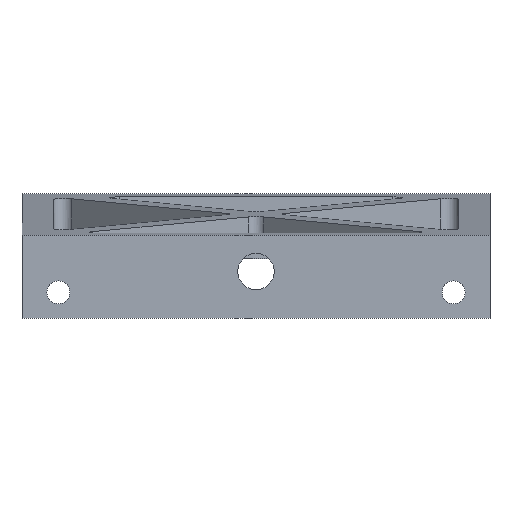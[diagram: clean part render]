
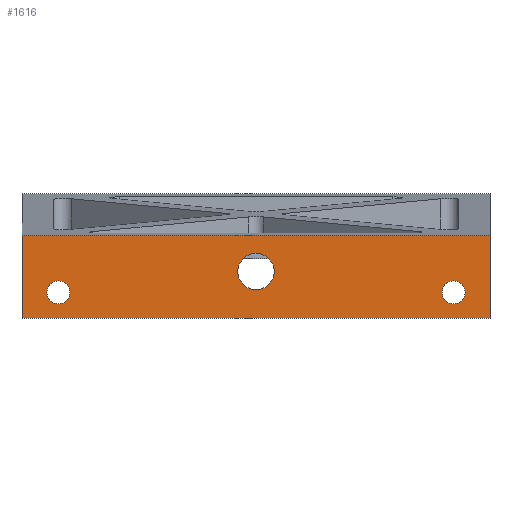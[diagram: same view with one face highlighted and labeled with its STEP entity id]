
A CAD part, top view. The second image highlights one B-rep face of the part: STEP entity #1616.
In plain terms, the highlighted planar face has unit normal (0, 0, 1).
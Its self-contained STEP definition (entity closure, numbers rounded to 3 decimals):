
#40 = DIRECTION ( 'NONE',  ( 1., 0., 0. ) ) ;
#117 = CARTESIAN_POINT ( 'NONE',  ( 22.5, 29.5, -45. ) ) ;
#157 = EDGE_CURVE ( 'NONE', #802, #856, #1098, .T. ) ;
#164 = DIRECTION ( 'NONE',  ( 1., 0., 0. ) ) ;
#172 = VECTOR ( 'NONE', #1500, 1000. ) ;
#185 = EDGE_LOOP ( 'NONE', ( #1827, #508 ) ) ;
#231 = AXIS2_PLACEMENT_3D ( 'NONE', #905, #1064, #916 ) ;
#243 = DIRECTION ( 'NONE',  ( 0., -1., 0. ) ) ;
#248 = PLANE ( 'NONE',  #1001 ) ;
#288 = VERTEX_POINT ( 'NONE', #1404 ) ;
#296 = VECTOR ( 'NONE', #243, 1000. ) ;
#313 = LINE ( 'NONE', #1159, #1580 ) ;
#319 = CARTESIAN_POINT ( 'NONE',  ( 22.5, 29.5, -45. ) ) ;
#333 = CARTESIAN_POINT ( 'NONE',  ( 0., 34., -45. ) ) ;
#334 = CARTESIAN_POINT ( 'NONE',  ( 22.5, 37.5, -45. ) ) ;
#338 = CIRCLE ( 'NONE', #983, 1.75 ) ;
#351 = VERTEX_POINT ( 'NONE', #1293 ) ;
#397 = VERTEX_POINT ( 'NONE', #911 ) ;
#415 = CARTESIAN_POINT ( 'NONE',  ( 0., 34., -45. ) ) ;
#418 = EDGE_CURVE ( 'NONE', #545, #288, #338, .T. ) ;
#482 = CARTESIAN_POINT ( 'NONE',  ( 19., 32., -45. ) ) ;
#508 = ORIENTED_EDGE ( 'NONE', *, *, #1452, .F. ) ;
#515 = ORIENTED_EDGE ( 'NONE', *, *, #1417, .F. ) ;
#522 = DIRECTION ( 'NONE',  ( 0., 0., 1. ) ) ;
#543 = DIRECTION ( 'NONE',  ( 1., 0., 0. ) ) ;
#545 = VERTEX_POINT ( 'NONE', #1824 ) ;
#562 = CIRCLE ( 'NONE', #762, 1.1 ) ;
#575 = LINE ( 'NONE', #836, #1496 ) ;
#587 = ORIENTED_EDGE ( 'NONE', *, *, #157, .T. ) ;
#590 = CARTESIAN_POINT ( 'NONE',  ( -22.5, 29.5, -45. ) ) ;
#714 = ORIENTED_EDGE ( 'NONE', *, *, #1125, .F. ) ;
#729 = EDGE_CURVE ( 'NONE', #856, #813, #575, .T. ) ;
#762 = AXIS2_PLACEMENT_3D ( 'NONE', #482, #522, #903 ) ;
#797 = FACE_OUTER_BOUND ( 'NONE', #1319, .T. ) ;
#802 = VERTEX_POINT ( 'NONE', #1015 ) ;
#813 = VERTEX_POINT ( 'NONE', #319 ) ;
#818 = DIRECTION ( 'NONE',  ( 1., 0., 0. ) ) ;
#821 = DIRECTION ( 'NONE',  ( 1., 0., 0. ) ) ;
#826 = DIRECTION ( 'NONE',  ( 0., 0., 1. ) ) ;
#830 = ORIENTED_EDGE ( 'NONE', *, *, #729, .T. ) ;
#836 = CARTESIAN_POINT ( 'NONE',  ( -67.606, 29.5, -45. ) ) ;
#848 = VERTEX_POINT ( 'NONE', #1727 ) ;
#851 = EDGE_CURVE ( 'NONE', #802, #1276, #313, .T. ) ;
#856 = VERTEX_POINT ( 'NONE', #590 ) ;
#872 = ORIENTED_EDGE ( 'NONE', *, *, #993, .F. ) ;
#903 = DIRECTION ( 'NONE',  ( 1., 0., 0. ) ) ;
#905 = CARTESIAN_POINT ( 'NONE',  ( -19., 32., -45. ) ) ;
#911 = CARTESIAN_POINT ( 'NONE',  ( -20.1, 32., -45. ) ) ;
#913 = AXIS2_PLACEMENT_3D ( 'NONE', #415, #1523, #543 ) ;
#916 = DIRECTION ( 'NONE',  ( 1., 0., 0. ) ) ;
#983 = AXIS2_PLACEMENT_3D ( 'NONE', #333, #1427, #40 ) ;
#993 = EDGE_CURVE ( 'NONE', #397, #1503, #1023, .T. ) ;
#1001 = AXIS2_PLACEMENT_3D ( 'NONE', #1512, #826, #818 ) ;
#1015 = CARTESIAN_POINT ( 'NONE',  ( -22.5, 37.5, -45. ) ) ;
#1023 = CIRCLE ( 'NONE', #231, 1.1 ) ;
#1064 = DIRECTION ( 'NONE',  ( 0., 0., 1. ) ) ;
#1077 = LINE ( 'NONE', #117, #296 ) ;
#1080 = FACE_BOUND ( 'NONE', #1267, .T. ) ;
#1082 = EDGE_CURVE ( 'NONE', #1503, #397, #1525, .T. ) ;
#1085 = EDGE_LOOP ( 'NONE', ( #872, #1425 ) ) ;
#1098 = LINE ( 'NONE', #1782, #172 ) ;
#1125 = EDGE_CURVE ( 'NONE', #1276, #813, #1077, .T. ) ;
#1134 = DIRECTION ( 'NONE',  ( 1., 0., 0. ) ) ;
#1159 = CARTESIAN_POINT ( 'NONE',  ( -67.606, 37.5, -45. ) ) ;
#1267 = EDGE_LOOP ( 'NONE', ( #1610, #515 ) ) ;
#1276 = VERTEX_POINT ( 'NONE', #334 ) ;
#1293 = CARTESIAN_POINT ( 'NONE',  ( 17.9, 32., -45. ) ) ;
#1319 = EDGE_LOOP ( 'NONE', ( #1494, #587, #830, #714 ) ) ;
#1404 = CARTESIAN_POINT ( 'NONE',  ( 1.75, 34., -45. ) ) ;
#1417 = EDGE_CURVE ( 'NONE', #848, #351, #562, .T. ) ;
#1425 = ORIENTED_EDGE ( 'NONE', *, *, #1082, .F. ) ;
#1427 = DIRECTION ( 'NONE',  ( 0., 0., 1. ) ) ;
#1452 = EDGE_CURVE ( 'NONE', #288, #545, #1461, .T. ) ;
#1461 = CIRCLE ( 'NONE', #913, 1.75 ) ;
#1493 = CIRCLE ( 'NONE', #1674, 1.1 ) ;
#1494 = ORIENTED_EDGE ( 'NONE', *, *, #851, .F. ) ;
#1496 = VECTOR ( 'NONE', #1134, 1000. ) ;
#1497 = DIRECTION ( 'NONE',  ( 0., 0., 1. ) ) ;
#1500 = DIRECTION ( 'NONE',  ( 0., -1., 0. ) ) ;
#1503 = VERTEX_POINT ( 'NONE', #1683 ) ;
#1512 = CARTESIAN_POINT ( 'NONE',  ( -67.606, 29.5, -45. ) ) ;
#1517 = CARTESIAN_POINT ( 'NONE',  ( -19., 32., -45. ) ) ;
#1523 = DIRECTION ( 'NONE',  ( 0., 0., 1. ) ) ;
#1525 = CIRCLE ( 'NONE', #1793, 1.1 ) ;
#1531 = DIRECTION ( 'NONE',  ( 0., 0., 1. ) ) ;
#1580 = VECTOR ( 'NONE', #164, 1000. ) ;
#1610 = ORIENTED_EDGE ( 'NONE', *, *, #1703, .F. ) ;
#1616 = ADVANCED_FACE ( 'NONE', ( #1080, #1681, #1800, #797 ), #248, .T. ) ;
#1668 = CARTESIAN_POINT ( 'NONE',  ( 19., 32., -45. ) ) ;
#1674 = AXIS2_PLACEMENT_3D ( 'NONE', #1668, #1531, #1814 ) ;
#1681 = FACE_BOUND ( 'NONE', #1085, .T. ) ;
#1683 = CARTESIAN_POINT ( 'NONE',  ( -17.9, 32., -45. ) ) ;
#1703 = EDGE_CURVE ( 'NONE', #351, #848, #1493, .T. ) ;
#1727 = CARTESIAN_POINT ( 'NONE',  ( 20.1, 32., -45. ) ) ;
#1782 = CARTESIAN_POINT ( 'NONE',  ( -22.5, 29.5, -45. ) ) ;
#1793 = AXIS2_PLACEMENT_3D ( 'NONE', #1517, #1497, #821 ) ;
#1800 = FACE_BOUND ( 'NONE', #185, .T. ) ;
#1814 = DIRECTION ( 'NONE',  ( 1., 0., 0. ) ) ;
#1824 = CARTESIAN_POINT ( 'NONE',  ( -1.75, 34., -45. ) ) ;
#1827 = ORIENTED_EDGE ( 'NONE', *, *, #418, .F. ) ;
